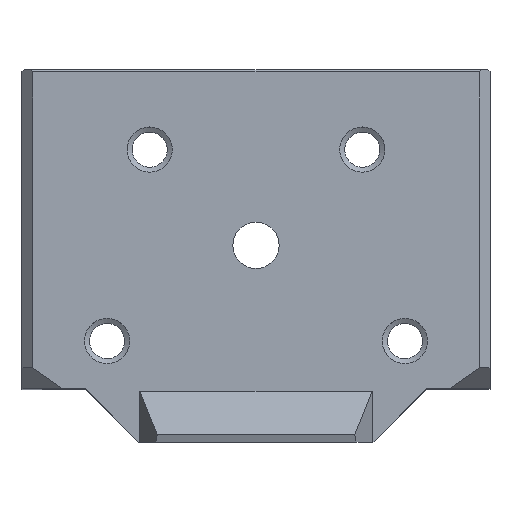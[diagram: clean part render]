
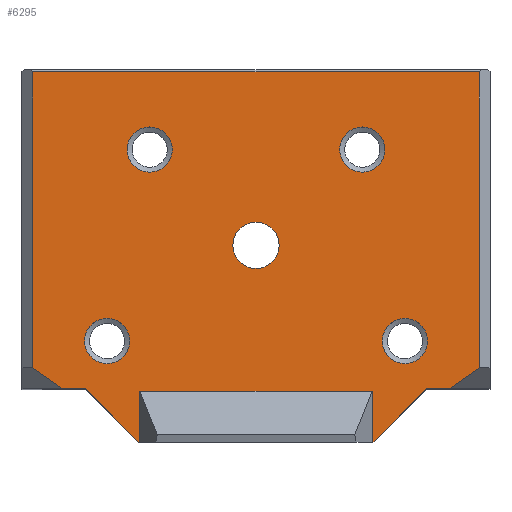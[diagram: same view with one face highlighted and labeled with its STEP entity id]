
A CAD part, top view. The second image highlights one B-rep face of the part: STEP entity #6295.
In plain terms, the highlighted planar face has unit normal (0, 0, 1).
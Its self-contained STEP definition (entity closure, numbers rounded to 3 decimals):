
#47=FACE_BOUND('',#749,.T.);
#48=FACE_BOUND('',#750,.T.);
#49=FACE_BOUND('',#751,.T.);
#50=FACE_BOUND('',#752,.T.);
#51=FACE_BOUND('',#753,.T.);
#143=PLANE('',#6656);
#419=FACE_OUTER_BOUND('',#748,.T.);
#748=EDGE_LOOP('',(#4493,#4494,#4495,#4496,#4497,#4498,#4499,#4500,#4501,
#4502,#4503,#4504,#4505,#4506));
#749=EDGE_LOOP('',(#4507));
#750=EDGE_LOOP('',(#4508));
#751=EDGE_LOOP('',(#4509));
#752=EDGE_LOOP('',(#4510));
#753=EDGE_LOOP('',(#4511));
#1168=LINE('',#8802,#1989);
#1172=LINE('',#8809,#1993);
#1175=LINE('',#8821,#1996);
#1180=LINE('',#8832,#2001);
#1181=LINE('',#8833,#2002);
#1182=LINE('',#8834,#2003);
#1183=LINE('',#8836,#2004);
#1184=LINE('',#8838,#2005);
#1185=LINE('',#8839,#2006);
#1186=LINE('',#8841,#2007);
#1187=LINE('',#8843,#2008);
#1188=LINE('',#8845,#2009);
#1189=LINE('',#8847,#2010);
#1190=LINE('',#8848,#2011);
#1989=VECTOR('',#7146,1000.);
#1993=VECTOR('',#7150,1000.);
#1996=VECTOR('',#7159,1000.);
#2001=VECTOR('',#7166,1000.);
#2002=VECTOR('',#7167,1000.);
#2003=VECTOR('',#7168,1000.);
#2004=VECTOR('',#7169,1000.);
#2005=VECTOR('',#7170,1000.);
#2006=VECTOR('',#7171,1000.);
#2007=VECTOR('',#7172,1000.);
#2008=VECTOR('',#7173,1000.);
#2009=VECTOR('',#7174,1000.);
#2010=VECTOR('',#7175,1000.);
#2011=VECTOR('',#7176,1000.);
#2803=CIRCLE('',#6657,2.125);
#2804=CIRCLE('',#6658,2.125);
#2805=CIRCLE('',#6659,2.125);
#2806=CIRCLE('',#6660,2.125);
#2807=CIRCLE('',#6661,2.175);
#2913=VERTEX_POINT('',#8794);
#2916=VERTEX_POINT('',#8799);
#2917=VERTEX_POINT('',#8801);
#2920=VERTEX_POINT('',#8807);
#2925=VERTEX_POINT('',#8818);
#2926=VERTEX_POINT('',#8820);
#2930=VERTEX_POINT('',#8830);
#2931=VERTEX_POINT('',#8831);
#2932=VERTEX_POINT('',#8835);
#2933=VERTEX_POINT('',#8837);
#2934=VERTEX_POINT('',#8840);
#2935=VERTEX_POINT('',#8842);
#2936=VERTEX_POINT('',#8844);
#2937=VERTEX_POINT('',#8846);
#2938=VERTEX_POINT('',#8849);
#2939=VERTEX_POINT('',#8851);
#2940=VERTEX_POINT('',#8853);
#2941=VERTEX_POINT('',#8855);
#2942=VERTEX_POINT('',#8857);
#3538=EDGE_CURVE('',#2916,#2917,#1168,.T.);
#3542=EDGE_CURVE('',#2920,#2913,#1172,.T.);
#3547=EDGE_CURVE('',#2926,#2925,#1175,.T.);
#3552=EDGE_CURVE('',#2930,#2931,#1180,.T.);
#3553=EDGE_CURVE('',#2930,#2926,#1181,.T.);
#3554=EDGE_CURVE('',#2925,#2917,#1182,.F.);
#3555=EDGE_CURVE('',#2916,#2932,#1183,.T.);
#3556=EDGE_CURVE('',#2932,#2933,#1184,.F.);
#3557=EDGE_CURVE('',#2933,#2913,#1185,.F.);
#3558=EDGE_CURVE('',#2920,#2934,#1186,.T.);
#3559=EDGE_CURVE('',#2934,#2935,#1187,.T.);
#3560=EDGE_CURVE('',#2935,#2936,#1188,.T.);
#3561=EDGE_CURVE('',#2936,#2937,#1189,.T.);
#3562=EDGE_CURVE('',#2937,#2931,#1190,.T.);
#3563=EDGE_CURVE('',#2938,#2938,#2803,.T.);
#3564=EDGE_CURVE('',#2939,#2939,#2804,.T.);
#3565=EDGE_CURVE('',#2940,#2940,#2805,.T.);
#3566=EDGE_CURVE('',#2941,#2941,#2806,.T.);
#3567=EDGE_CURVE('',#2942,#2942,#2807,.T.);
#4493=ORIENTED_EDGE('',*,*,#3552,.F.);
#4494=ORIENTED_EDGE('',*,*,#3553,.T.);
#4495=ORIENTED_EDGE('',*,*,#3547,.T.);
#4496=ORIENTED_EDGE('',*,*,#3554,.T.);
#4497=ORIENTED_EDGE('',*,*,#3538,.F.);
#4498=ORIENTED_EDGE('',*,*,#3555,.T.);
#4499=ORIENTED_EDGE('',*,*,#3556,.T.);
#4500=ORIENTED_EDGE('',*,*,#3557,.T.);
#4501=ORIENTED_EDGE('',*,*,#3542,.F.);
#4502=ORIENTED_EDGE('',*,*,#3558,.T.);
#4503=ORIENTED_EDGE('',*,*,#3559,.T.);
#4504=ORIENTED_EDGE('',*,*,#3560,.T.);
#4505=ORIENTED_EDGE('',*,*,#3561,.T.);
#4506=ORIENTED_EDGE('',*,*,#3562,.T.);
#4507=ORIENTED_EDGE('',*,*,#3563,.T.);
#4508=ORIENTED_EDGE('',*,*,#3564,.T.);
#4509=ORIENTED_EDGE('',*,*,#3565,.T.);
#4510=ORIENTED_EDGE('',*,*,#3566,.T.);
#4511=ORIENTED_EDGE('',*,*,#3567,.F.);
#6295=ADVANCED_FACE('',(#419,#47,#48,#49,#50,#51),#143,.T.);
#6656=AXIS2_PLACEMENT_3D('',#8829,#7164,#7165);
#6657=AXIS2_PLACEMENT_3D('',#8850,#7177,#7178);
#6658=AXIS2_PLACEMENT_3D('',#8852,#7179,#7180);
#6659=AXIS2_PLACEMENT_3D('',#8854,#7181,#7182);
#6660=AXIS2_PLACEMENT_3D('',#8856,#7183,#7184);
#6661=AXIS2_PLACEMENT_3D('',#8858,#7185,#7186);
#7146=DIRECTION('',(-1.,0.,0.));
#7150=DIRECTION('',(-1.,0.,0.));
#7159=DIRECTION('',(1.,0.,0.));
#7164=DIRECTION('center_axis',(0.,0.,1.));
#7165=DIRECTION('ref_axis',(1.,0.,0.));
#7166=DIRECTION('',(0.,1.,0.));
#7167=DIRECTION('',(0.816,-0.577,0.));
#7168=DIRECTION('',(-0.707,0.707,0.));
#7169=DIRECTION('',(0.,1.,0.));
#7170=DIRECTION('',(-1.,0.,0.));
#7171=DIRECTION('',(0.,1.,0.));
#7172=DIRECTION('',(0.707,0.707,0.));
#7173=DIRECTION('',(1.,0.,0.));
#7174=DIRECTION('',(0.816,0.577,0.));
#7175=DIRECTION('',(0.,1.,0.));
#7176=DIRECTION('',(-1.,0.,0.));
#7177=DIRECTION('center_axis',(0.,0.,-1.));
#7178=DIRECTION('ref_axis',(0.,1.,0.));
#7179=DIRECTION('center_axis',(0.,0.,-1.));
#7180=DIRECTION('ref_axis',(0.,1.,0.));
#7181=DIRECTION('center_axis',(0.,0.,-1.));
#7182=DIRECTION('ref_axis',(0.,1.,0.));
#7183=DIRECTION('center_axis',(0.,0.,-1.));
#7184=DIRECTION('ref_axis',(0.,1.,0.));
#7185=DIRECTION('center_axis',(0.,0.,1.));
#7186=DIRECTION('ref_axis',(1.,0.,0.));
#8794=CARTESIAN_POINT('',(10.92,-48.65,33.));
#8799=CARTESIAN_POINT('',(-10.92,-48.65,33.));
#8801=CARTESIAN_POINT('',(-11.,-48.65,33.));
#8802=CARTESIAN_POINT('',(0.,-48.65,33.));
#8807=CARTESIAN_POINT('',(11.,-48.65,33.));
#8809=CARTESIAN_POINT('',(0.,-48.65,33.));
#8818=CARTESIAN_POINT('',(-16.,-43.65,33.));
#8820=CARTESIAN_POINT('',(-18.172,-43.65,33.));
#8821=CARTESIAN_POINT('',(11.,-43.65,33.));
#8829=CARTESIAN_POINT('Origin',(11.,-43.65,33.));
#8830=CARTESIAN_POINT('',(-21.,-41.65,33.));
#8831=CARTESIAN_POINT('',(-21.,-13.85,33.));
#8832=CARTESIAN_POINT('',(-21.,-43.65,33.));
#8833=CARTESIAN_POINT('',(1.276,-57.402,33.));
#8834=CARTESIAN_POINT('',(-16.,-43.65,33.));
#8835=CARTESIAN_POINT('',(-10.92,-43.85,33.));
#8836=CARTESIAN_POINT('',(-10.92,-48.65,33.));
#8837=CARTESIAN_POINT('',(10.92,-43.85,33.));
#8838=CARTESIAN_POINT('',(0.,-43.85,33.));
#8839=CARTESIAN_POINT('',(10.92,-48.65,33.));
#8840=CARTESIAN_POINT('',(16.,-43.65,33.));
#8841=CARTESIAN_POINT('',(11.,-48.65,33.));
#8842=CARTESIAN_POINT('',(18.172,-43.65,33.));
#8843=CARTESIAN_POINT('',(11.,-43.65,33.));
#8844=CARTESIAN_POINT('',(21.,-41.65,33.));
#8845=CARTESIAN_POINT('',(13.391,-47.031,33.));
#8846=CARTESIAN_POINT('',(21.,-13.85,33.));
#8847=CARTESIAN_POINT('',(21.,-43.65,33.));
#8848=CARTESIAN_POINT('',(-21.,-13.85,33.));
#8849=CARTESIAN_POINT('',(10.,-23.275,33.));
#8850=CARTESIAN_POINT('Origin',(10.,-21.15,33.));
#8851=CARTESIAN_POINT('',(-10.,-23.275,33.));
#8852=CARTESIAN_POINT('Origin',(-10.,-21.15,33.));
#8853=CARTESIAN_POINT('',(-14.,-41.275,33.));
#8854=CARTESIAN_POINT('Origin',(-14.,-39.15,33.));
#8855=CARTESIAN_POINT('',(14.,-41.275,33.));
#8856=CARTESIAN_POINT('Origin',(14.,-39.15,33.));
#8857=CARTESIAN_POINT('',(2.175,-30.15,33.));
#8858=CARTESIAN_POINT('Origin',(0.,-30.15,33.));
